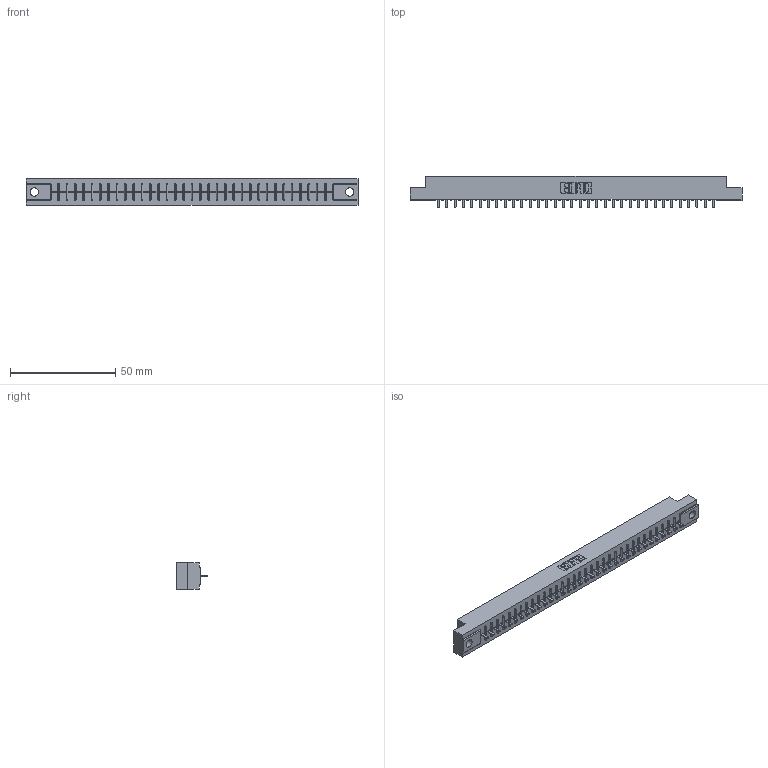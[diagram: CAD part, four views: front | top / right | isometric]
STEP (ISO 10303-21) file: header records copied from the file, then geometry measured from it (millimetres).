
FILE_DESCRIPTION (( 'STEP AP203' ), '1' );
FILE_NAME ('356-034-521-104.STEP', '2018-08-01T21:37:09', ( '' ), ( '' ), 'SwSTEP 2.0', 'SolidWorks 2016', '' );
FILE_SCHEMA (( 'CONFIG_CONTROL_DESIGN' ));
Length unit declared in the file: inch
Products named in the file (3): 306 Part_.156 Dia; 306-290-001_121; 356-034-521-104
Assembly tree (35 placements, depth 2):
  356-034-521-104
    306 Part_.156 Dia
    306-290-001_121  x34
Bounding box: 157.73 x 14.88 x 12.7 mm (x, y, z)
Volume: 17219.1 mm3; surface area: 17159.9 mm2
Topology: 35 solids, 35 shells, 2510 faces, 7050 edges, 4516 vertices
Faces by surface type: plane 1680, cylinder 694, sphere 136
Entity records: 33117 total; most frequent: CARTESIAN_POINT 5563, ORIENTED_EDGE 5512, DIRECTION 5478, EDGE_CURVE 2756, LINE 2160, VECTOR 2160, VERTEX_POINT 1744, AXIS2_PLACEMENT_3D 1659
